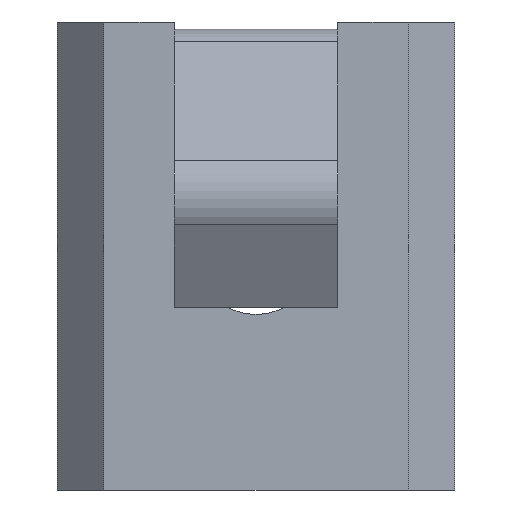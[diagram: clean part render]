
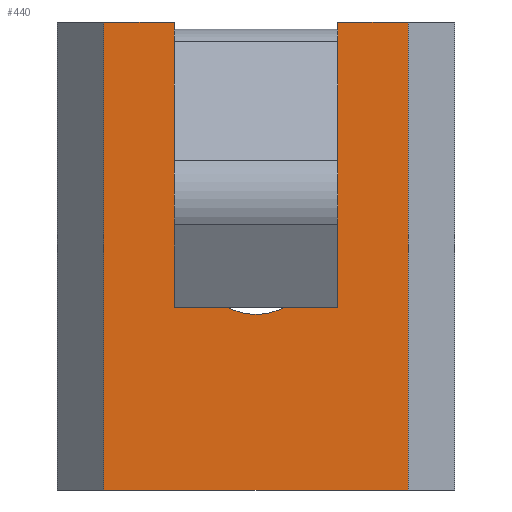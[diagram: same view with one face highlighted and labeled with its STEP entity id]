
A CAD part, front view. The second image highlights one B-rep face of the part: STEP entity #440.
In plain terms, the highlighted planar face has unit normal (0, -1, 0).
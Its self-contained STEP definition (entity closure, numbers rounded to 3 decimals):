
#11 = VERTEX_POINT ( 'NONE', #382 ) ;
#14 = DIRECTION ( 'NONE',  ( 0., 0., -1. ) ) ;
#19 = CARTESIAN_POINT ( 'NONE',  ( -3.5, -7.5, 20. ) ) ;
#32 = CARTESIAN_POINT ( 'NONE',  ( 3.5, -7.5, 19.7 ) ) ;
#34 = CARTESIAN_POINT ( 'NONE',  ( -6.5, -7.5, 0. ) ) ;
#45 = CARTESIAN_POINT ( 'NONE',  ( 0., -7.5, 7.5 ) ) ;
#54 = DIRECTION ( 'NONE',  ( 1., 0., 0. ) ) ;
#57 = ORIENTED_EDGE ( 'NONE', *, *, #1031, .T. ) ;
#73 = CARTESIAN_POINT ( 'NONE',  ( -3.5, -7.5, 19.5 ) ) ;
#80 = VERTEX_POINT ( 'NONE', #1130 ) ;
#90 = CARTESIAN_POINT ( 'NONE',  ( -3.5, -7.5, 19.7 ) ) ;
#98 = ORIENTED_EDGE ( 'NONE', *, *, #950, .F. ) ;
#122 = CARTESIAN_POINT ( 'NONE',  ( 6.5, -7.5, 20. ) ) ;
#149 = CARTESIAN_POINT ( 'NONE',  ( 6.5, -7.5, 0. ) ) ;
#164 = EDGE_CURVE ( 'NONE', #80, #1109, #1103, .T. ) ;
#167 = EDGE_CURVE ( 'NONE', #885, #11, #1072, .T. ) ;
#178 = DIRECTION ( 'NONE',  ( 1., 0., 0. ) ) ;
#195 = EDGE_CURVE ( 'NONE', #80, #321, #1030, .T. ) ;
#197 = CARTESIAN_POINT ( 'NONE',  ( 3.5, -7.5, 19.5 ) ) ;
#206 = EDGE_CURVE ( 'NONE', #321, #782, #1005, .T. ) ;
#223 = EDGE_CURVE ( 'NONE', #782, #891, #1028, .T. ) ;
#246 = DIRECTION ( 'NONE',  ( -1., 0., 0. ) ) ;
#248 = ORIENTED_EDGE ( 'NONE', *, *, #310, .F. ) ;
#249 = EDGE_CURVE ( 'NONE', #891, #1165, #982, .T. ) ;
#252 = DIRECTION ( 'NONE',  ( 0., 1., 0. ) ) ;
#268 = EDGE_CURVE ( 'NONE', #1165, #900, #953, .T. ) ;
#281 = CARTESIAN_POINT ( 'NONE',  ( -3.5, -7.5, 17.5 ) ) ;
#283 = EDGE_CURVE ( 'NONE', #924, #829, #905, .T. ) ;
#291 = VECTOR ( 'NONE', #448, 1000. ) ;
#303 = LINE ( 'NONE', #547, #291 ) ;
#310 = EDGE_CURVE ( 'NONE', #11, #885, #878, .T. ) ;
#321 = VERTEX_POINT ( 'NONE', #883 ) ;
#329 = PLANE ( 'NONE',  #556 ) ;
#337 = CARTESIAN_POINT ( 'NONE',  ( 6.5, -7.5, 20. ) ) ;
#362 = VECTOR ( 'NONE', #14, 1000. ) ;
#364 = CARTESIAN_POINT ( 'NONE',  ( 6.5, -7.5, 20. ) ) ;
#382 = CARTESIAN_POINT ( 'NONE',  ( 0., -7.5, 12.5 ) ) ;
#427 = EDGE_LOOP ( 'NONE', ( #248, #1060 ) ) ;
#429 = LINE ( 'NONE', #281, #362 ) ;
#440 = ADVANCED_FACE ( 'NONE', ( #799, #797 ), #329, .F. ) ;
#441 = ORIENTED_EDGE ( 'NONE', *, *, #223, .F. ) ;
#448 = DIRECTION ( 'NONE',  ( 0., 0., 1. ) ) ;
#476 = CARTESIAN_POINT ( 'NONE',  ( 6.5, -7.5, 0. ) ) ;
#506 = DIRECTION ( 'NONE',  ( 0., 0., -1. ) ) ;
#547 = CARTESIAN_POINT ( 'NONE',  ( -3.5, -7.5, 20. ) ) ;
#549 = EDGE_CURVE ( 'NONE', #1109, #829, #666, .T. ) ;
#556 = AXIS2_PLACEMENT_3D ( 'NONE', #337, #252, #246 ) ;
#605 = CARTESIAN_POINT ( 'NONE',  ( 6.5, -7.5, 19.5 ) ) ;
#632 = AXIS2_PLACEMENT_3D ( 'NONE', #635, #1108, #888 ) ;
#635 = CARTESIAN_POINT ( 'NONE',  ( 0., -7.5, 10. ) ) ;
#652 = VECTOR ( 'NONE', #1101, 1000. ) ;
#654 = AXIS2_PLACEMENT_3D ( 'NONE', #1062, #896, #772 ) ;
#666 = LINE ( 'NONE', #1118, #652 ) ;
#707 = DIRECTION ( 'NONE',  ( 0., 0., -1. ) ) ;
#772 = DIRECTION ( 'NONE',  ( 0., 0., 1. ) ) ;
#782 = VERTEX_POINT ( 'NONE', #476 ) ;
#797 = FACE_BOUND ( 'NONE', #427, .T. ) ;
#799 = FACE_OUTER_BOUND ( 'NONE', #920, .T. ) ;
#807 = CARTESIAN_POINT ( 'NONE',  ( 3.5, -7.5, 20. ) ) ;
#829 = VERTEX_POINT ( 'NONE', #197 ) ;
#842 = DIRECTION ( 'NONE',  ( 1., 0., 0. ) ) ;
#869 = VERTEX_POINT ( 'NONE', #90 ) ;
#878 = CIRCLE ( 'NONE', #632, 2.5 ) ;
#883 = CARTESIAN_POINT ( 'NONE',  ( 6.5, -7.5, 20. ) ) ;
#885 = VERTEX_POINT ( 'NONE', #45 ) ;
#888 = DIRECTION ( 'NONE',  ( 0., 0., 1. ) ) ;
#890 = ORIENTED_EDGE ( 'NONE', *, *, #283, .F. ) ;
#891 = VERTEX_POINT ( 'NONE', #34 ) ;
#896 = DIRECTION ( 'NONE',  ( 0., -1., 0. ) ) ;
#900 = VERTEX_POINT ( 'NONE', #19 ) ;
#904 = VECTOR ( 'NONE', #54, 1000. ) ;
#905 = LINE ( 'NONE', #605, #904 ) ;
#920 = EDGE_LOOP ( 'NONE', ( #98, #57, #1150, #1124, #441, #1122, #1140, #1161, #1011, #890 ) ) ;
#924 = VERTEX_POINT ( 'NONE', #73 ) ;
#927 = VECTOR ( 'NONE', #842, 1000. ) ;
#950 = EDGE_CURVE ( 'NONE', #869, #924, #429, .T. ) ;
#953 = LINE ( 'NONE', #364, #927 ) ;
#965 = VECTOR ( 'NONE', #1147, 1000. ) ;
#982 = LINE ( 'NONE', #1049, #965 ) ;
#988 = VECTOR ( 'NONE', #1105, 1000. ) ;
#1004 = VECTOR ( 'NONE', #506, 1000. ) ;
#1005 = LINE ( 'NONE', #122, #1004 ) ;
#1011 = ORIENTED_EDGE ( 'NONE', *, *, #549, .T. ) ;
#1028 = LINE ( 'NONE', #149, #988 ) ;
#1029 = VECTOR ( 'NONE', #178, 1000. ) ;
#1030 = LINE ( 'NONE', #1095, #1029 ) ;
#1031 = EDGE_CURVE ( 'NONE', #869, #900, #303, .T. ) ;
#1049 = CARTESIAN_POINT ( 'NONE',  ( -6.5, -7.5, 20. ) ) ;
#1060 = ORIENTED_EDGE ( 'NONE', *, *, #167, .F. ) ;
#1062 = CARTESIAN_POINT ( 'NONE',  ( 0., -7.5, 10. ) ) ;
#1071 = VECTOR ( 'NONE', #707, 1000. ) ;
#1072 = CIRCLE ( 'NONE', #654, 2.5 ) ;
#1095 = CARTESIAN_POINT ( 'NONE',  ( 6.5, -7.5, 20. ) ) ;
#1101 = DIRECTION ( 'NONE',  ( 0., 0., -1. ) ) ;
#1103 = LINE ( 'NONE', #807, #1071 ) ;
#1105 = DIRECTION ( 'NONE',  ( -1., 0., 0. ) ) ;
#1108 = DIRECTION ( 'NONE',  ( 0., -1., 0. ) ) ;
#1109 = VERTEX_POINT ( 'NONE', #32 ) ;
#1118 = CARTESIAN_POINT ( 'NONE',  ( 3.5, -7.5, 17.5 ) ) ;
#1122 = ORIENTED_EDGE ( 'NONE', *, *, #206, .F. ) ;
#1124 = ORIENTED_EDGE ( 'NONE', *, *, #249, .F. ) ;
#1130 = CARTESIAN_POINT ( 'NONE',  ( 3.5, -7.5, 20. ) ) ;
#1140 = ORIENTED_EDGE ( 'NONE', *, *, #195, .F. ) ;
#1143 = CARTESIAN_POINT ( 'NONE',  ( -6.5, -7.5, 20. ) ) ;
#1147 = DIRECTION ( 'NONE',  ( 0., 0., 1. ) ) ;
#1150 = ORIENTED_EDGE ( 'NONE', *, *, #268, .F. ) ;
#1161 = ORIENTED_EDGE ( 'NONE', *, *, #164, .T. ) ;
#1165 = VERTEX_POINT ( 'NONE', #1143 ) ;
